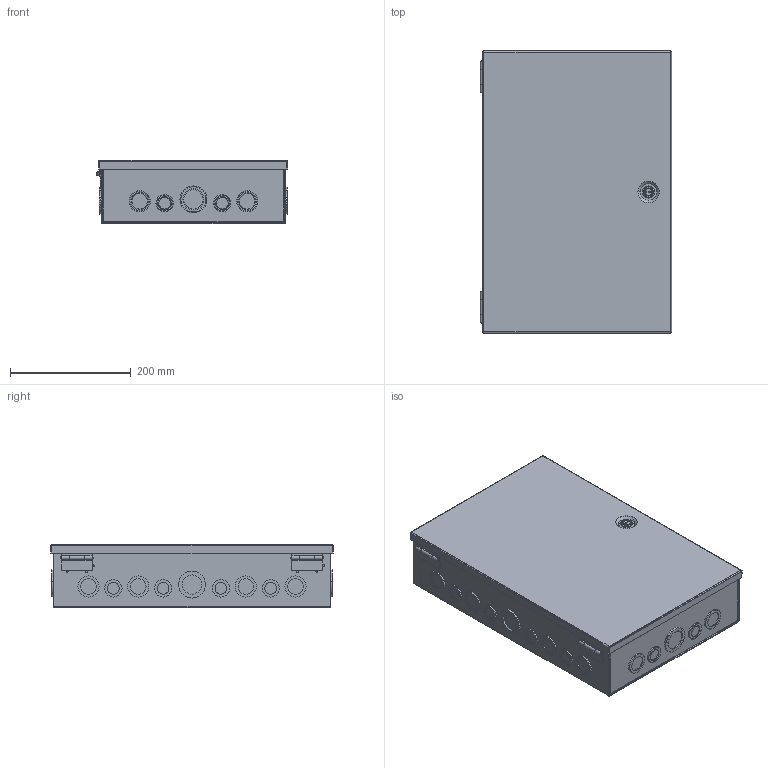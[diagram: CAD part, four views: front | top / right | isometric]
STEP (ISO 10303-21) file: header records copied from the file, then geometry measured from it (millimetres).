
FILE_DESCRIPTION (( 'STEP AP203' ), '1' );
FILE_NAME ('CHKO18124_Default.step', '2019-11-13T14:32:18', ( '' ), ( '' ), 'SwSTEP 2.0', 'SolidWorks 2019', '' );
FILE_SCHEMA (( 'CONFIG_CONTROL_DESIGN' ));
Length unit declared in the file: inch
Products named in the file (1): CHKO18124_Default
Bounding box: 316.05 x 466.85 x 104.6 mm (x, y, z)
Volume: 734209.3 mm3; surface area: 1018386.2 mm2
Topology: 12 solids, 12 shells, 823 faces, 1917 edges, 1246 vertices
Faces by surface type: cylinder 396, plane 384, bspline 24, cone 15, torus 4
Entity records: 24867 total; most frequent: CARTESIAN_POINT 5417, DIRECTION 4268, ORIENTED_EDGE 3818, EDGE_CURVE 1909, AXIS2_PLACEMENT_3D 1643, VERTEX_POINT 1246, VECTOR 982, LINE 982
